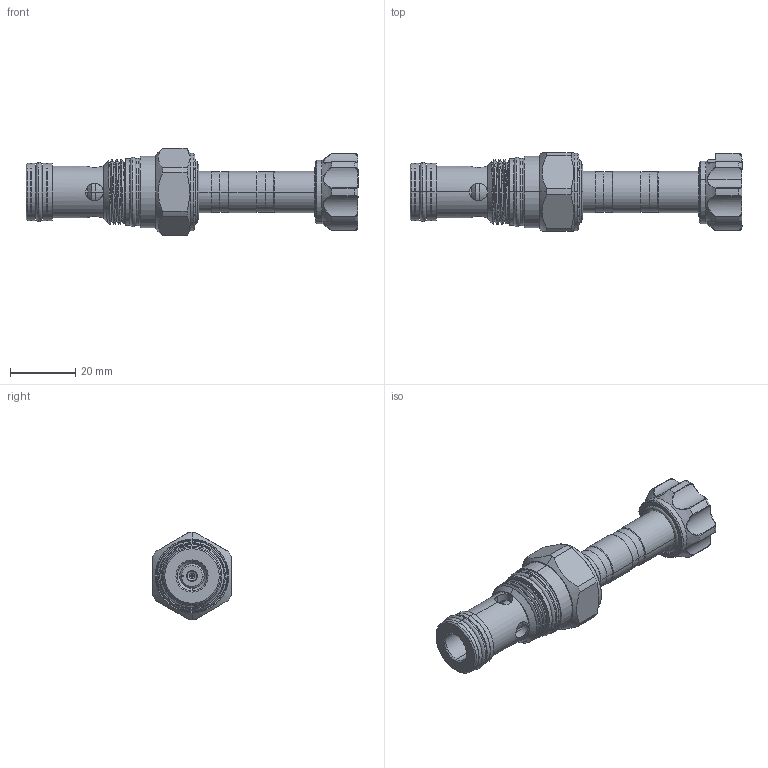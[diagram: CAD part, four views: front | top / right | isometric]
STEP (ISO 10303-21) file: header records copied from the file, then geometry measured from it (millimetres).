
FILE_DESCRIPTION (( 'STEP AP203' ), '1' );
FILE_NAME ('EP13A2A10N05.STEP', '2020-05-25T05:27:27', ( '' ), ( '' ), 'SwSTEP 2.0', 'SolidWorks 2018', '' );
FILE_SCHEMA (( 'CONFIG_CONTROL_DESIGN' ));
Length unit declared in the file: millimetre
Products named in the file (1): EP13A2A10N05
Bounding box: 101.4 x 24 x 26.7 mm (x, y, z)
Volume: 19111.4 mm3; surface area: 17527.6 mm2
Topology: 13 solids, 13 shells, 469 faces, 1112 edges, 680 vertices
Faces by surface type: cylinder 225, cone 84, plane 64, torus 51, bspline 43, sphere 2
Entity records: 24475 total; most frequent: CARTESIAN_POINT 14015, ORIENTED_EDGE 2216, DIRECTION 2161, EDGE_CURVE 1108, AXIS2_PLACEMENT_3D 913, VERTEX_POINT 680, EDGE_LOOP 520, CIRCLE 486
